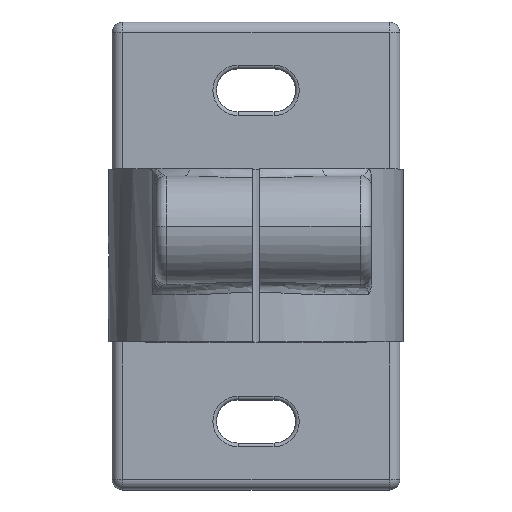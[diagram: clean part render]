
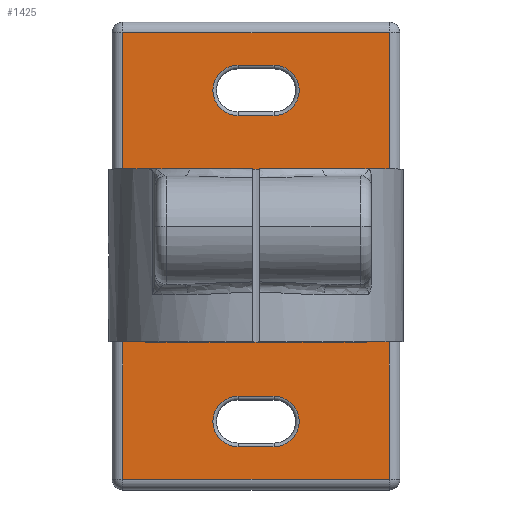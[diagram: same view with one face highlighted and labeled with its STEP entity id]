
A CAD part, top view. The second image highlights one B-rep face of the part: STEP entity #1425.
In plain terms, the highlighted planar face has unit normal (0, 0, 1).
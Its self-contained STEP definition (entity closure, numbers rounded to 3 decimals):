
#30=FACE_BOUND('',#421,.T.);
#31=FACE_BOUND('',#422,.T.);
#32=FACE_BOUND('',#423,.T.);
#44=PLANE('',#1580);
#97=LINE('',#3051,#181);
#100=LINE('',#3069,#184);
#104=LINE('',#3078,#188);
#106=LINE('',#3081,#190);
#115=LINE('',#3107,#199);
#116=LINE('',#3109,#200);
#117=LINE('',#3111,#201);
#118=LINE('',#3112,#202);
#119=LINE('',#3117,#203);
#120=LINE('',#3120,#204);
#121=LINE('',#3123,#205);
#122=LINE('',#3127,#206);
#181=VECTOR('',#1836,10.);
#184=VECTOR('',#1857,10.);
#188=VECTOR('',#1867,10.);
#190=VECTOR('',#1871,10.);
#199=VECTOR('',#1898,10.);
#200=VECTOR('',#1899,10.);
#201=VECTOR('',#1900,10.);
#202=VECTOR('',#1901,10.);
#203=VECTOR('',#1904,10.);
#204=VECTOR('',#1907,10.);
#205=VECTOR('',#1908,10.);
#206=VECTOR('',#1911,10.);
#324=FACE_OUTER_BOUND('',#420,.T.);
#420=EDGE_LOOP('',(#1172,#1173,#1174,#1175));
#421=EDGE_LOOP('',(#1176,#1177,#1178,#1179));
#422=EDGE_LOOP('',(#1180,#1181,#1182,#1183));
#423=EDGE_LOOP('',(#1184,#1185,#1186,#1187));
#567=CIRCLE('',#1581,7.);
#568=CIRCLE('',#1582,7.);
#569=CIRCLE('',#1583,7.);
#570=CIRCLE('',#1584,7.);
#657=VERTEX_POINT('',#3037);
#662=VERTEX_POINT('',#3047);
#665=VERTEX_POINT('',#3057);
#666=VERTEX_POINT('',#3061);
#677=VERTEX_POINT('',#3105);
#678=VERTEX_POINT('',#3106);
#679=VERTEX_POINT('',#3108);
#680=VERTEX_POINT('',#3110);
#681=VERTEX_POINT('',#3113);
#682=VERTEX_POINT('',#3114);
#683=VERTEX_POINT('',#3116);
#684=VERTEX_POINT('',#3118);
#685=VERTEX_POINT('',#3121);
#686=VERTEX_POINT('',#3122);
#687=VERTEX_POINT('',#3124);
#688=VERTEX_POINT('',#3126);
#829=EDGE_CURVE('',#657,#662,#97,.T.);
#838=EDGE_CURVE('',#666,#665,#100,.T.);
#843=EDGE_CURVE('',#662,#666,#104,.T.);
#845=EDGE_CURVE('',#665,#657,#106,.T.);
#857=EDGE_CURVE('',#677,#678,#115,.T.);
#858=EDGE_CURVE('',#679,#677,#116,.T.);
#859=EDGE_CURVE('',#680,#679,#117,.T.);
#860=EDGE_CURVE('',#678,#680,#118,.T.);
#861=EDGE_CURVE('',#681,#682,#567,.T.);
#862=EDGE_CURVE('',#683,#681,#119,.T.);
#863=EDGE_CURVE('',#684,#683,#568,.T.);
#864=EDGE_CURVE('',#682,#684,#120,.T.);
#865=EDGE_CURVE('',#685,#686,#121,.T.);
#866=EDGE_CURVE('',#687,#685,#569,.T.);
#867=EDGE_CURVE('',#688,#687,#122,.T.);
#868=EDGE_CURVE('',#686,#688,#570,.T.);
#1172=ORIENTED_EDGE('',*,*,#838,.F.);
#1173=ORIENTED_EDGE('',*,*,#843,.F.);
#1174=ORIENTED_EDGE('',*,*,#829,.F.);
#1175=ORIENTED_EDGE('',*,*,#845,.F.);
#1176=ORIENTED_EDGE('',*,*,#857,.F.);
#1177=ORIENTED_EDGE('',*,*,#858,.F.);
#1178=ORIENTED_EDGE('',*,*,#859,.F.);
#1179=ORIENTED_EDGE('',*,*,#860,.F.);
#1180=ORIENTED_EDGE('',*,*,#861,.F.);
#1181=ORIENTED_EDGE('',*,*,#862,.F.);
#1182=ORIENTED_EDGE('',*,*,#863,.F.);
#1183=ORIENTED_EDGE('',*,*,#864,.F.);
#1184=ORIENTED_EDGE('',*,*,#865,.F.);
#1185=ORIENTED_EDGE('',*,*,#866,.F.);
#1186=ORIENTED_EDGE('',*,*,#867,.F.);
#1187=ORIENTED_EDGE('',*,*,#868,.F.);
#1425=ADVANCED_FACE('',(#324,#30,#31,#32),#44,.T.);
#1580=AXIS2_PLACEMENT_3D('',#3104,#1896,#1897);
#1581=AXIS2_PLACEMENT_3D('',#3115,#1902,#1903);
#1582=AXIS2_PLACEMENT_3D('',#3119,#1905,#1906);
#1583=AXIS2_PLACEMENT_3D('',#3125,#1909,#1910);
#1584=AXIS2_PLACEMENT_3D('',#3128,#1912,#1913);
#1836=DIRECTION('',(0.,-1.,0.));
#1857=DIRECTION('',(0.,1.,0.));
#1867=DIRECTION('',(-1.,0.,0.));
#1871=DIRECTION('',(1.,0.,0.));
#1896=DIRECTION('center_axis',(0.,0.,
1.));
#1897=DIRECTION('ref_axis',(1.,0.,0.));
#1898=DIRECTION('',(0.,1.,0.));
#1899=DIRECTION('',(1.,0.,0.));
#1900=DIRECTION('',(0.,-1.,0.));
#1901=DIRECTION('',(-1.,0.,0.));
#1902=DIRECTION('center_axis',(0.,0.,
1.));
#1903=DIRECTION('ref_axis',(1.,0.,0.));
#1904=DIRECTION('',(1.,0.,0.));
#1905=DIRECTION('center_axis',(0.,0.,
1.));
#1906=DIRECTION('ref_axis',(-1.,0.,0.));
#1907=DIRECTION('',(-1.,0.,0.));
#1908=DIRECTION('',(-1.,0.,0.));
#1909=DIRECTION('center_axis',(0.,0.,
1.));
#1910=DIRECTION('ref_axis',(1.,0.,0.));
#1911=DIRECTION('',(1.,0.,0.));
#1912=DIRECTION('center_axis',(0.,0.,
1.));
#1913=DIRECTION('ref_axis',(-1.,0.,0.));
#3037=CARTESIAN_POINT('',(37.,62.,-76.));
#3047=CARTESIAN_POINT('',(37.,-62.,-76.));
#3051=CARTESIAN_POINT('',(37.,0.,-76.));
#3057=CARTESIAN_POINT('',(-37.,62.,-76.));
#3061=CARTESIAN_POINT('',(-37.,-62.,-76.));
#3069=CARTESIAN_POINT('',(-37.,0.,-76.));
#3078=CARTESIAN_POINT('',(-20.,-62.,-76.));
#3081=CARTESIAN_POINT('',(-20.,62.,-76.));
#3104=CARTESIAN_POINT('Origin',(-40.,0.,-76.));
#3105=CARTESIAN_POINT('',(30.,-20.,-76.));
#3106=CARTESIAN_POINT('',(30.,20.,-76.));
#3107=CARTESIAN_POINT('',(30.,0.,-76.));
#3108=CARTESIAN_POINT('',(-30.,-20.,-76.));
#3109=CARTESIAN_POINT('',(-20.,-20.,-76.));
#3110=CARTESIAN_POINT('',(-30.,20.,-76.));
#3111=CARTESIAN_POINT('',(-30.,0.,-76.));
#3112=CARTESIAN_POINT('',(-20.,20.,-76.));
#3113=CARTESIAN_POINT('',(5.,39.,-76.));
#3114=CARTESIAN_POINT('',(5.,53.,-76.));
#3115=CARTESIAN_POINT('Origin',(5.,46.,-76.));
#3116=CARTESIAN_POINT('',(-5.,39.,-76.));
#3117=CARTESIAN_POINT('',(-17.5,39.,-76.));
#3118=CARTESIAN_POINT('',(-5.,53.,-76.));
#3119=CARTESIAN_POINT('Origin',(-5.,46.,-76.));
#3120=CARTESIAN_POINT('',(-22.5,53.,-76.));
#3121=CARTESIAN_POINT('',(5.,-39.,-76.));
#3122=CARTESIAN_POINT('',(-5.,-39.,-76.));
#3123=CARTESIAN_POINT('',(-22.5,-39.,-76.));
#3124=CARTESIAN_POINT('',(5.,-53.,-76.));
#3125=CARTESIAN_POINT('Origin',(5.,-46.,-76.));
#3126=CARTESIAN_POINT('',(-5.,-53.,-76.));
#3127=CARTESIAN_POINT('',(-17.5,-53.,-76.));
#3128=CARTESIAN_POINT('Origin',(-5.,-46.,-76.));
